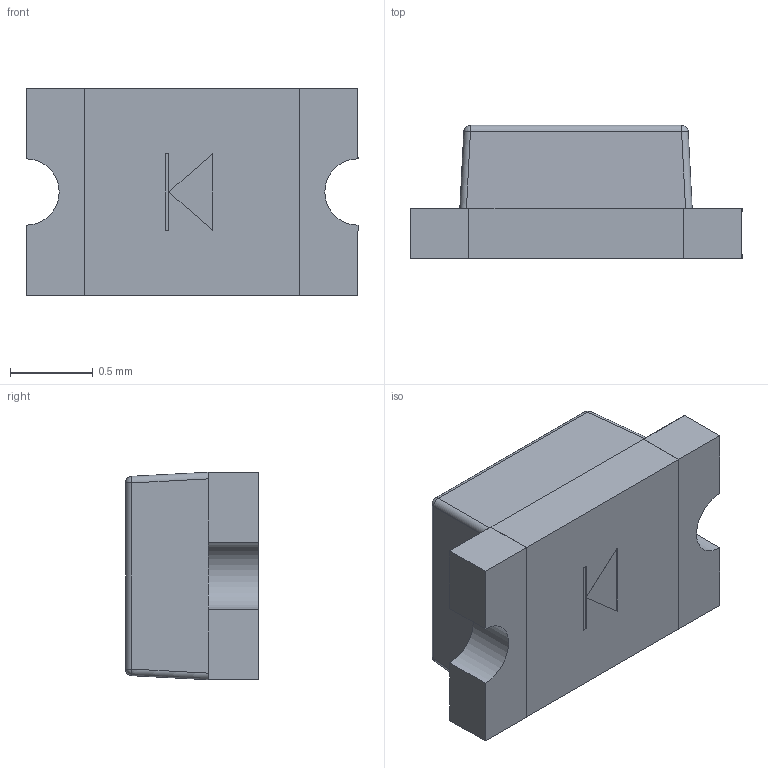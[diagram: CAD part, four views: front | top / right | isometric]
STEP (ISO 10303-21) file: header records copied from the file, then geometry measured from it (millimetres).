
FILE_DESCRIPTION (( 'STEP AP214' ), '1' );
FILE_NAME ('Diode Wurth Electronics (yellow).STEP', '2022-10-12T13:06:40', ( '' ), ( '' ), 'SwSTEP 2.0', 'SolidWorks 2021', '' );
FILE_SCHEMA (( 'AUTOMOTIVE_DESIGN' ));
Length unit declared in the file: millimetre
Products named in the file (1): Diode Wurth Electronics  (yellow)
Bounding box: 2 x 0.8 x 1.25 mm (x, y, z)
Volume: 1.6 mm3; surface area: 9.2 mm2
Topology: 1 solids, 1 shells, 65 faces, 170 edges, 108 vertices
Faces by surface type: plane 47, cylinder 14, sphere 4
Entity records: 2500 total; most frequent: CARTESIAN_POINT 368, ORIENTED_EDGE 340, DIRECTION 318, EDGE_CURVE 170, VECTOR 138, LINE 138, VERTEX_POINT 108, AXIS2_PLACEMENT_3D 90
